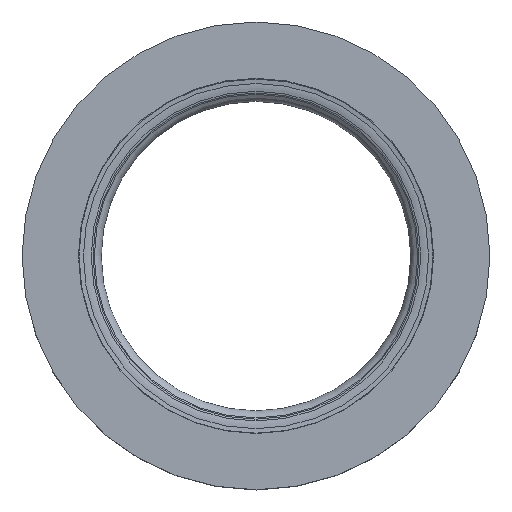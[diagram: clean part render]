
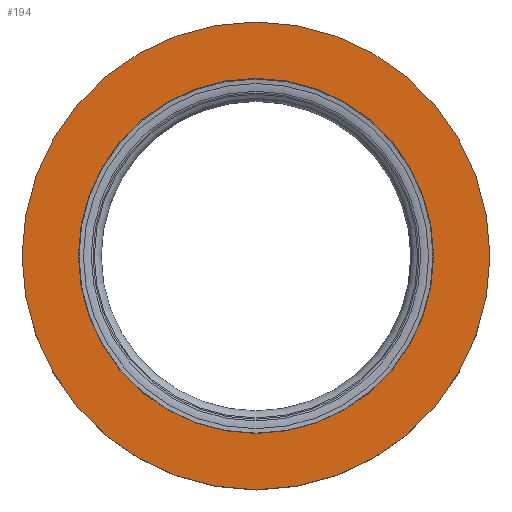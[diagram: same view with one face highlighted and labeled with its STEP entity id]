
A CAD part, top view. The second image highlights one B-rep face of the part: STEP entity #194.
In plain terms, the highlighted planar face has unit normal (0, 0, 1).
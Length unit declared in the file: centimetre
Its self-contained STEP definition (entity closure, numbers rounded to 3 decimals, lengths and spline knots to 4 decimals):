
#194=ADVANCED_FACE('0:165',(#290,#291),#292,.T.);
#290=FACE_OUTER_BOUND('',#443,.T.);
#291=FACE_BOUND('',#444,.T.);
#292=PLANE('',#445);
#443=EDGE_LOOP('',(#632));
#444=EDGE_LOOP('',(#633));
#445=AXIS2_PLACEMENT_3D('',#634,#635,#636);
#632=ORIENTED_EDGE('',*,*,#807,.F.);
#633=ORIENTED_EDGE('',*,*,#808,.T.);
#634=CARTESIAN_POINT('',(0.,-172.8536,505.6895));
#635=DIRECTION('',(0.,0.,1.0));
#636=DIRECTION('',(1.0,0.0,0.));
#807=EDGE_CURVE('0:177',#879,#879,#880,.T.);
#808=EDGE_CURVE('0:180',#881,#881,#882,.T.);
#879=VERTEX_POINT('',#973);
#880=CIRCLE('',#974,196.5);
#881=VERTEX_POINT('',#975);
#882=CIRCLE('',#976,149.2071);
#973=CARTESIAN_POINT('',(0.,-196.5,505.6895));
#974=AXIS2_PLACEMENT_3D('',#1085,#1086,#1087);
#975=CARTESIAN_POINT('',(0.,-149.2071,505.6895));
#976=AXIS2_PLACEMENT_3D('',#1088,#1089,#1090);
#1085=CARTESIAN_POINT('',(0.,0.,505.6895));
#1086=DIRECTION('',(0.,0.,-1.0));
#1087=DIRECTION('',(0.,-1.0,0.0));
#1088=CARTESIAN_POINT('',(0.,0.,505.6895));
#1089=DIRECTION('',(0.,0.,-1.0));
#1090=DIRECTION('',(0.,-1.0,0.));
